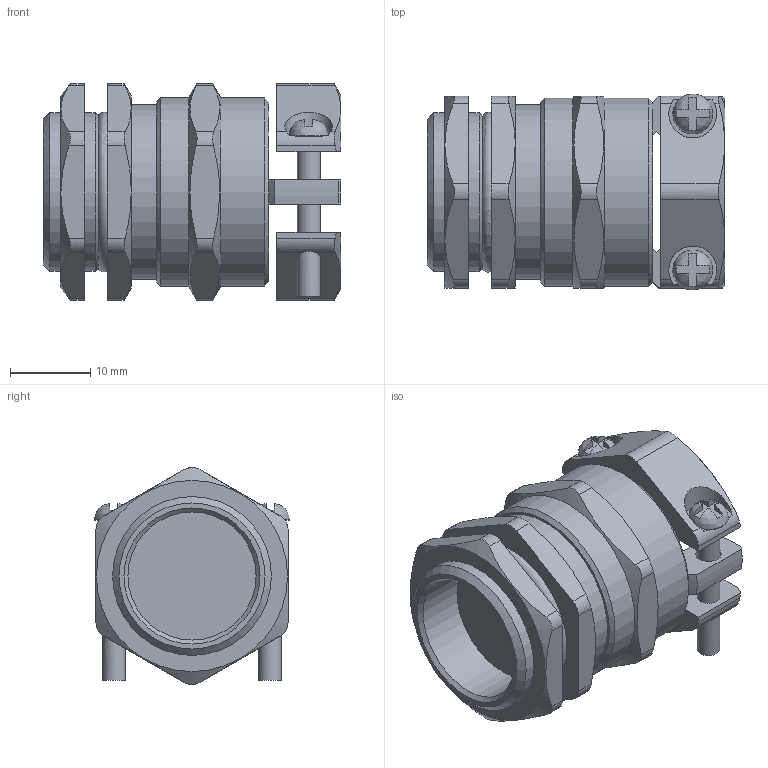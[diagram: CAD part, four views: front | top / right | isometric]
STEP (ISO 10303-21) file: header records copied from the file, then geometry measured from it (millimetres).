
FILE_DESCRIPTION(/* description */ ('','CAx-IF Rec.Pracs.---Representation and Presentation of Product Manufacturing Information (PMI)---4.0---2014-10-13'),/* implementation_level */ '2;1');
FILE_NAME(/* name */ 'ЗЭТАРУС ВКХ-М20-14-L8.stp',/* time_stamp */ '2022-08-30T10:18:21+07:00',/* author */ ('zeta-09'),/* organization */ (''),/* preprocessor_version */ 'ST-DEVELOPER v18.1',/* originating_system */ 'Autodesk Inventor 2021',/* authorisation */ '');
FILE_SCHEMA (('AP242_MANAGED_MODEL_BASED_3D_ENGINEERING_MIM_LF { 1 0 10303 442 1 1 4 }'));
Length unit declared in the file: millimetre
Products named in the file (1): Деталь106
Bounding box: 37.2 x 24.48 x 27.09 mm (x, y, z)
Volume: 12659.3 mm3; surface area: 6354.8 mm2
Topology: 2 solids, 4 shells, 162 faces, 411 edges, 265 vertices
Faces by surface type: plane 78, cylinder 49, cone 28, torus 5, bspline 2
Full cylindrical faces by diameter (mm): 2.85 x4, 3.2 x4, 14.5 x1, 16 x1, 19.85 x2, 21.85 x1, 23.5 x2
Entity records: 5594 total; most frequent: CARTESIAN_POINT 1602, ORIENTED_EDGE 820, DIRECTION 751, EDGE_CURVE 411, AXIS2_PLACEMENT_3D 297, VERTEX_POINT 265, EDGE_LOOP 178, STYLED_ITEM 163
